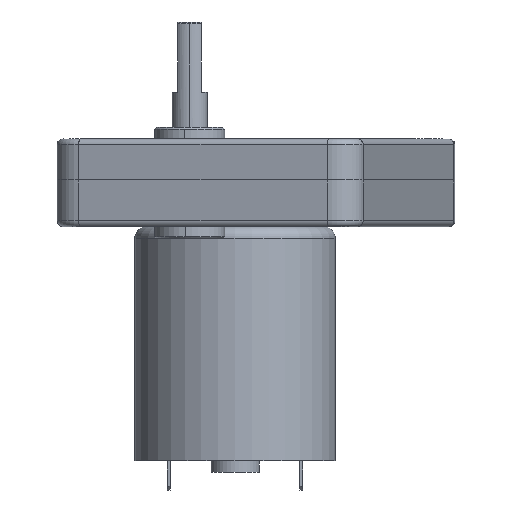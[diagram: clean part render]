
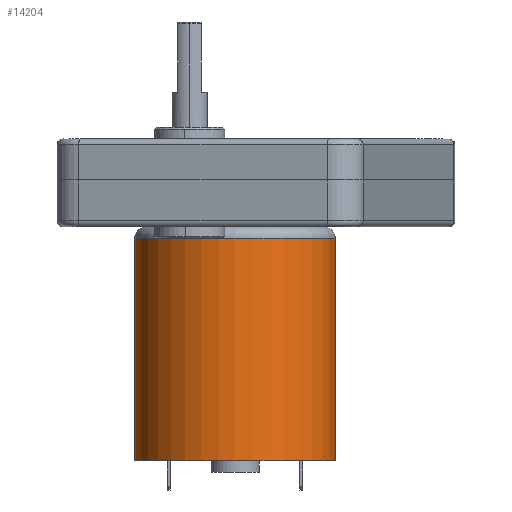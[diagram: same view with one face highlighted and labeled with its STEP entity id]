
A CAD part, left-side view. The second image highlights one B-rep face of the part: STEP entity #14204.
In plain terms, the highlighted cylindrical face has radius 17.15 mm (diameter 34.3 mm), a partial arc.
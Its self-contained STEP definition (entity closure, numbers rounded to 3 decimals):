
#13232=DIRECTION('',(-1.,0.,0.));
#13233=VECTOR('',#13232,38.);
#13234=CARTESIAN_POINT('',(40.,0.,17.15));
#13235=LINE('',#13234,#13233);
#13241=DIRECTION('',(-1.,0.,0.));
#13242=VECTOR('',#13241,38.);
#13243=CARTESIAN_POINT('',(40.,0.,-17.15));
#13244=LINE('',#13243,#13242);
#13381=CARTESIAN_POINT('',(2.,0.,0.));
#13382=DIRECTION('',(-1.,0.,0.));
#13383=DIRECTION('',(0.,0.,1.));
#13384=AXIS2_PLACEMENT_3D('',#13381,#13382,#13383);
#13386=CARTESIAN_POINT('',(40.,0.,0.));
#13387=DIRECTION('',(1.,0.,0.));
#13388=DIRECTION('',(0.,0.,-1.));
#13389=AXIS2_PLACEMENT_3D('',#13386,#13387,#13388);
#13787=CARTESIAN_POINT('',(40.,0.,-17.15));
#13788=CARTESIAN_POINT('',(40.,0.,17.15));
#13789=VERTEX_POINT('',#13787);
#13790=VERTEX_POINT('',#13788);
#13843=CARTESIAN_POINT('',(2.,0.,-17.15));
#13844=CARTESIAN_POINT('',(2.,0.,17.15));
#13845=VERTEX_POINT('',#13843);
#13846=VERTEX_POINT('',#13844);
#14193=CARTESIAN_POINT('',(-11.55,0.,0.));
#14194=DIRECTION('',(1.,0.,0.));
#14195=DIRECTION('',(0.,0.,1.));
#14196=AXIS2_PLACEMENT_3D('',#14193,#14194,#14195);
#14197=CYLINDRICAL_SURFACE('',#14196,17.15);
#14198=ORIENTED_EDGE('',*,*,#14187,.T.);
#14199=ORIENTED_EDGE('',*,*,#14025,.F.);
#14200=ORIENTED_EDGE('',*,*,#13986,.T.);
#14201=ORIENTED_EDGE('',*,*,#14022,.T.);
#14202=EDGE_LOOP('',(#14198,#14199,#14200,#14201));
#14203=FACE_OUTER_BOUND('',#14202,.F.);
#13385=CIRCLE('',#13384,17.15);
#13390=CIRCLE('',#13389,17.15);
#13986=EDGE_CURVE('',#13789,#13790,#13390,.T.);
#14022=EDGE_CURVE('',#13790,#13846,#13235,.T.);
#14025=EDGE_CURVE('',#13789,#13845,#13244,.T.);
#14187=EDGE_CURVE('',#13846,#13845,#13385,.T.);
#14204=ADVANCED_FACE('',(#14203),#14197,.T.);
